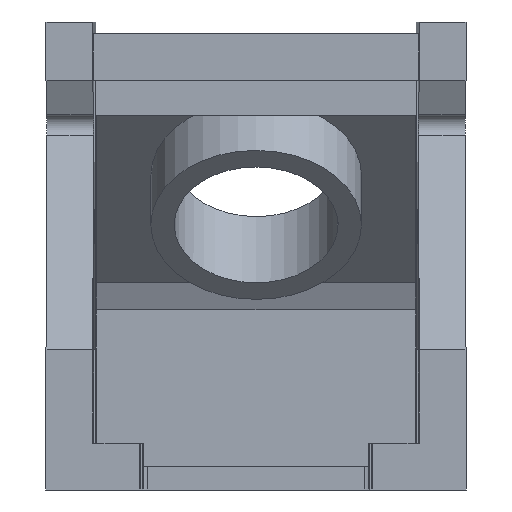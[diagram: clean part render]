
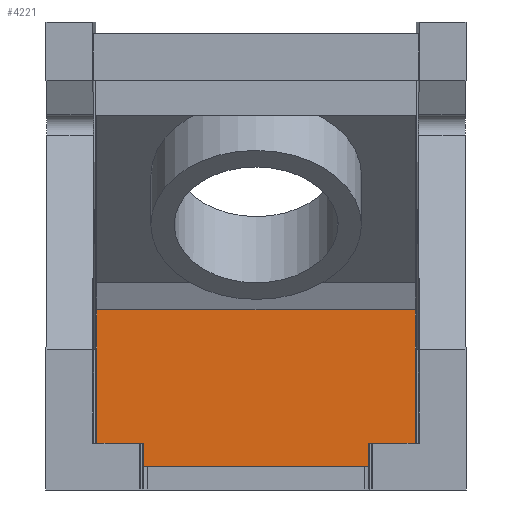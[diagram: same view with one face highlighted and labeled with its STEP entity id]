
A CAD part, front view. The second image highlights one B-rep face of the part: STEP entity #4221.
In plain terms, the highlighted planar face has unit normal (-0.003, -1, 0).
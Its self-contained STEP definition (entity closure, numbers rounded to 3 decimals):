
#125=PLANE('',#4497);
#313=FACE_OUTER_BOUND('',#534,.T.);
#534=EDGE_LOOP('',(#3380,#3381,#3382,#3383,#3384,#3385,#3386,#3387));
#715=LINE('',#5961,#1229);
#730=LINE('',#5994,#1244);
#740=LINE('',#6013,#1254);
#904=LINE('',#6421,#1418);
#906=LINE('',#6425,#1420);
#907=LINE('',#6427,#1421);
#908=LINE('',#6429,#1422);
#909=LINE('',#6430,#1423);
#1229=VECTOR('',#4769,10.);
#1244=VECTOR('',#4788,10.);
#1254=VECTOR('',#4804,10.);
#1418=VECTOR('',#5200,10.);
#1420=VECTOR('',#5204,10.);
#1421=VECTOR('',#5205,10.);
#1422=VECTOR('',#5206,10.);
#1423=VECTOR('',#5207,10.);
#1854=VERTEX_POINT('',#5958);
#1855=VERTEX_POINT('',#5960);
#1869=VERTEX_POINT('',#5990);
#1871=VERTEX_POINT('',#5993);
#1990=VERTEX_POINT('',#6420);
#1991=VERTEX_POINT('',#6424);
#1992=VERTEX_POINT('',#6426);
#1993=VERTEX_POINT('',#6428);
#2271=EDGE_CURVE('',#1855,#1854,#715,.T.);
#2287=EDGE_CURVE('',#1871,#1869,#730,.T.);
#2297=EDGE_CURVE('',#1854,#1871,#740,.T.);
#2497=EDGE_CURVE('',#1990,#1855,#904,.T.);
#2499=EDGE_CURVE('',#1869,#1991,#906,.T.);
#2500=EDGE_CURVE('',#1991,#1992,#907,.T.);
#2501=EDGE_CURVE('',#1992,#1993,#908,.T.);
#2502=EDGE_CURVE('',#1993,#1990,#909,.T.);
#3380=ORIENTED_EDGE('',*,*,#2271,.T.);
#3381=ORIENTED_EDGE('',*,*,#2297,.T.);
#3382=ORIENTED_EDGE('',*,*,#2287,.T.);
#3383=ORIENTED_EDGE('',*,*,#2499,.T.);
#3384=ORIENTED_EDGE('',*,*,#2500,.T.);
#3385=ORIENTED_EDGE('',*,*,#2501,.T.);
#3386=ORIENTED_EDGE('',*,*,#2502,.T.);
#3387=ORIENTED_EDGE('',*,*,#2497,.T.);
#4221=ADVANCED_FACE('',(#313),#125,.T.);
#4497=AXIS2_PLACEMENT_3D('',#6423,#5202,#5203);
#4769=DIRECTION('',(0.,0.,-1.));
#4788=DIRECTION('',(0.,0.,-1.));
#4804=DIRECTION('',(1.,-0.003,0.));
#5200=DIRECTION('',(-1.,0.003,0.));
#5202=DIRECTION('center_axis',(-0.003,-1.,
0.));
#5203=DIRECTION('ref_axis',(0.,0.,-1.));
#5204=DIRECTION('',(1.,-0.003,0.));
#5205=DIRECTION('',(0.,0.,1.));
#5206=DIRECTION('',(1.,-0.003,0.));
#5207=DIRECTION('',(0.,0.,1.));
#5958=CARTESIAN_POINT('',(-6.813,30.218,3.999));
#5960=CARTESIAN_POINT('',(-6.813,30.218,9.702));
#5961=CARTESIAN_POINT('',(-6.813,30.218,10.851));
#5990=CARTESIAN_POINT('',(-4.813,30.213,2.999));
#5993=CARTESIAN_POINT('',(-4.813,30.213,3.999));
#5994=CARTESIAN_POINT('',(-4.813,30.213,6.351));
#6013=CARTESIAN_POINT('',(-6.813,30.218,3.999));
#6420=CARTESIAN_POINT('',(6.814,30.183,9.702));
#6421=CARTESIAN_POINT('',(-6.813,30.218,9.702));
#6423=CARTESIAN_POINT('Origin',(-6.813,30.218,9.702));
#6424=CARTESIAN_POINT('',(4.814,30.188,2.999));
#6425=CARTESIAN_POINT('',(-6.813,30.218,2.999));
#6426=CARTESIAN_POINT('',(4.814,30.188,3.999));
#6427=CARTESIAN_POINT('',(4.814,30.188,6.351));
#6428=CARTESIAN_POINT('',(6.814,30.183,3.999));
#6429=CARTESIAN_POINT('',(-0.003,30.201,3.999));
#6430=CARTESIAN_POINT('',(6.814,30.183,10.851));
